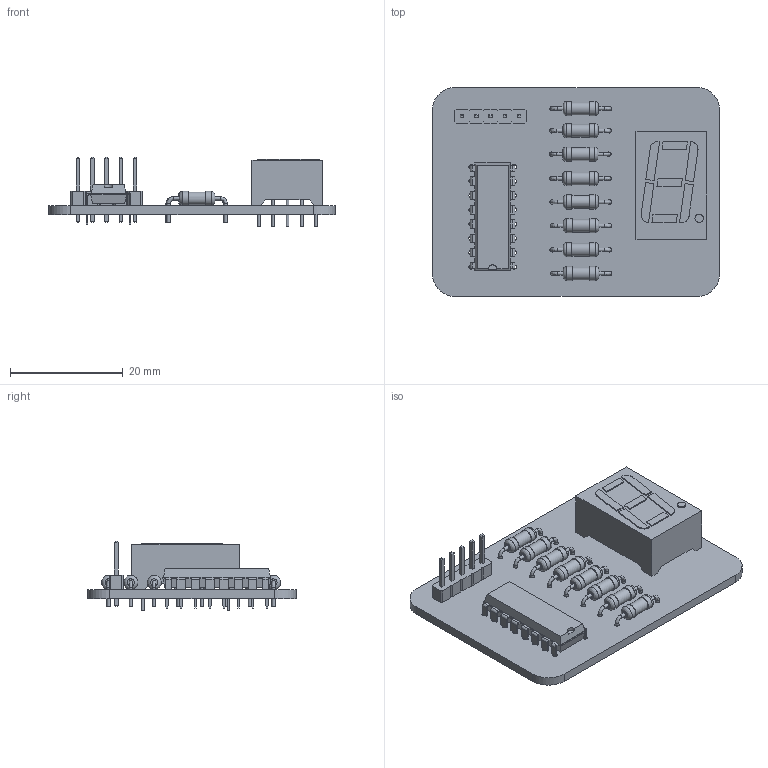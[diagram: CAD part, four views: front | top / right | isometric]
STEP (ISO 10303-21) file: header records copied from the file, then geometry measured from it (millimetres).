
FILE_DESCRIPTION(('KiCad electronic assembly'),'2;1');
FILE_NAME('7SegmentDB.step','2022-06-02T00:08:28',('Pcbnew'),('Kicad'), 'Open CASCADE STEP processor 7.6','KiCad to STEP converter','Unknown' );
FILE_SCHEMA(('AUTOMOTIVE_DESIGN { 1 0 10303 214 1 1 1 1 }'));
Length unit declared in the file: millimetre
Products named in the file (10): 7SegmentDB 1; R_Axial_DIN0207_L6.3mm_D2.5mm_P10.16mm_Horizontal; SOLID; 7SegmentLED_LTS6760_LTS6780; PinHeader_1x05_P2.54mm_Vertical; DIP-16_W7.62mm; 7SegmentDB PCB
Assembly tree (16 placements, depth 3):
  7SegmentDB 1
    R_Axial_DIN0207_L6.3mm_D2.5mm_P10.16mm_Horizontal  x8
      SOLID
    7SegmentLED_LTS6760_LTS6780
      SOLID
    PinHeader_1x05_P2.54mm_Vertical
      SOLID
    DIP-16_W7.62mm
      SOLID
    7SegmentDB PCB
Bounding box: 50.95 x 37.1 x 12.3 mm (x, y, z)
Volume: 5417.9 mm3; surface area: 6657.8 mm2
Topology: 12 solids, 12 shells, 689 faces, 1649 edges, 1040 vertices
Faces by surface type: bspline 632, cylinder 51, plane 6
Full cylindrical faces by diameter (mm): 0.8 x42, 1 x5
Entity records: 37715 total; most frequent: CARTESIAN_POINT 13688, B_SPLINE_CURVE_WITH_KNOTS 3651, ORIENTED_EDGE 2920, PCURVE 2920, DEFINITIONAL_REPRESENTATION 2920, EDGE_CURVE 1460, SURFACE_CURVE 1391, VERTEX_POINT 928
